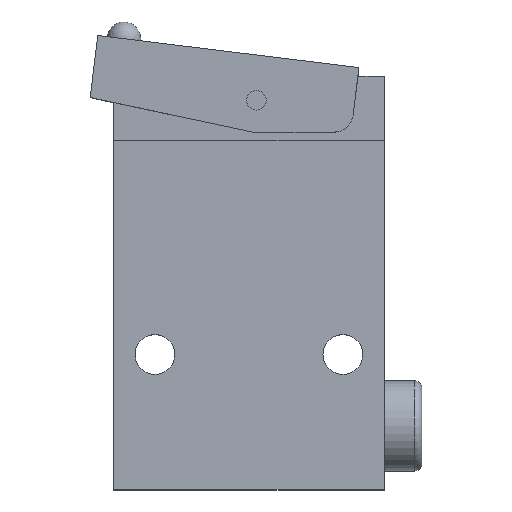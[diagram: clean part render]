
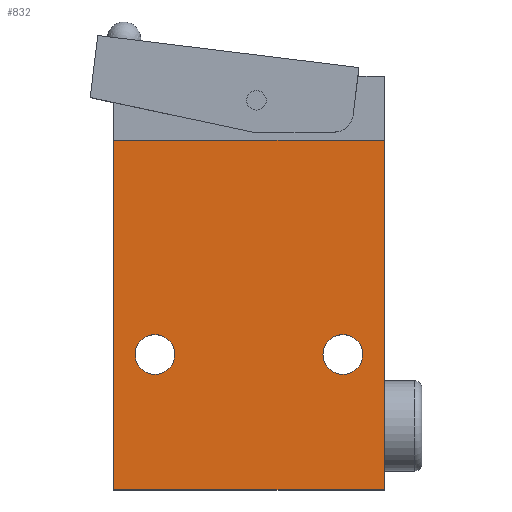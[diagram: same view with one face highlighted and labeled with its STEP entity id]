
A CAD part, top view. The second image highlights one B-rep face of the part: STEP entity #832.
In plain terms, the highlighted planar face has unit normal (0, 0, 1).
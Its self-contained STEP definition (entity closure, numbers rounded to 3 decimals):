
#43=CIRCLE('',#904,2.65);
#44=CIRCLE('',#905,2.65);
#117=ORIENTED_EDGE('',*,*,#329,.T.);
#118=ORIENTED_EDGE('',*,*,#330,.T.);
#119=ORIENTED_EDGE('',*,*,#328,.T.);
#120=ORIENTED_EDGE('',*,*,#331,.T.);
#121=ORIENTED_EDGE('',*,*,#313,.T.);
#122=ORIENTED_EDGE('',*,*,#320,.T.);
#313=EDGE_CURVE('',#421,#420,#497,.T.);
#320=EDGE_CURVE('',#420,#424,#504,.T.);
#328=EDGE_CURVE('',#424,#430,#510,.T.);
#329=EDGE_CURVE('',#431,#431,#43,.F.);
#330=EDGE_CURVE('',#432,#432,#44,.F.);
#331=EDGE_CURVE('',#430,#421,#511,.T.);
#420=VERTEX_POINT('',#1277);
#421=VERTEX_POINT('',#1279);
#424=VERTEX_POINT('',#1289);
#430=VERTEX_POINT('',#1304);
#431=VERTEX_POINT('',#1308);
#432=VERTEX_POINT('',#1310);
#497=LINE('',#1278,#579);
#504=LINE('',#1290,#586);
#510=LINE('',#1305,#592);
#511=LINE('',#1311,#593);
#579=VECTOR('',#1016,1000.);
#586=VECTOR('',#1025,1000.);
#592=VECTOR('',#1037,1000.);
#593=VECTOR('',#1044,1000.);
#646=EDGE_LOOP('',(#117));
#647=EDGE_LOOP('',(#118));
#648=EDGE_LOOP('',(#119,#120,#121,#122));
#724=FACE_BOUND('',#646,.T.);
#725=FACE_BOUND('',#647,.T.);
#726=FACE_BOUND('',#648,.T.);
#797=PLANE('',#903);
#832=ADVANCED_FACE('',(#724,#725,#726),#797,.T.);
#903=AXIS2_PLACEMENT_3D('',#1306,#1038,#1039);
#904=AXIS2_PLACEMENT_3D('',#1307,#1040,#1041);
#905=AXIS2_PLACEMENT_3D('',#1309,#1042,#1043);
#1016=DIRECTION('',(0.,-1.,0.));
#1025=DIRECTION('',(1.,0.,0.));
#1037=DIRECTION('',(0.,1.,0.));
#1038=DIRECTION('',(0.,0.,1.));
#1039=DIRECTION('',(1.,0.,0.));
#1040=DIRECTION('',(0.,0.,1.));
#1041=DIRECTION('',(1.,0.,0.));
#1042=DIRECTION('',(0.,0.,1.));
#1043=DIRECTION('',(1.,0.,0.));
#1044=DIRECTION('',(-1.,0.,0.));
#1277=CARTESIAN_POINT('',(-18.,0.,9.));
#1278=CARTESIAN_POINT('',(-18.,44.,9.));
#1279=CARTESIAN_POINT('',(-18.,46.5,9.));
#1289=CARTESIAN_POINT('',(18.,0.,9.));
#1290=CARTESIAN_POINT('',(-18.,0.,9.));
#1304=CARTESIAN_POINT('',(18.,46.5,9.));
#1305=CARTESIAN_POINT('',(18.,0.,9.));
#1306=CARTESIAN_POINT('',(0.,0.,9.));
#1307=CARTESIAN_POINT('',(12.5,18.,9.));
#1308=CARTESIAN_POINT('',(15.15,18.,9.));
#1309=CARTESIAN_POINT('',(-12.5,18.,9.));
#1310=CARTESIAN_POINT('',(-9.85,18.,9.));
#1311=CARTESIAN_POINT('',(18.,46.5,9.));
